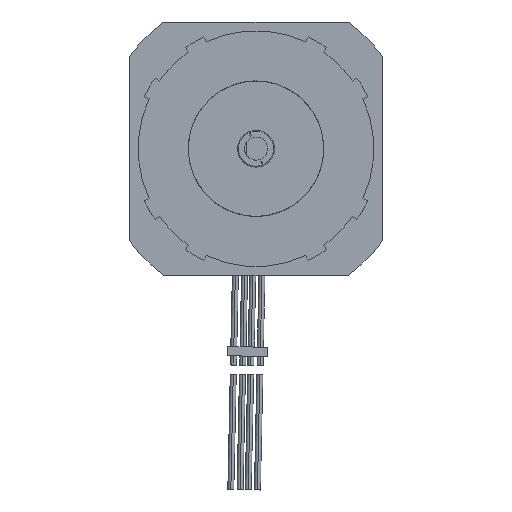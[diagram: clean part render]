
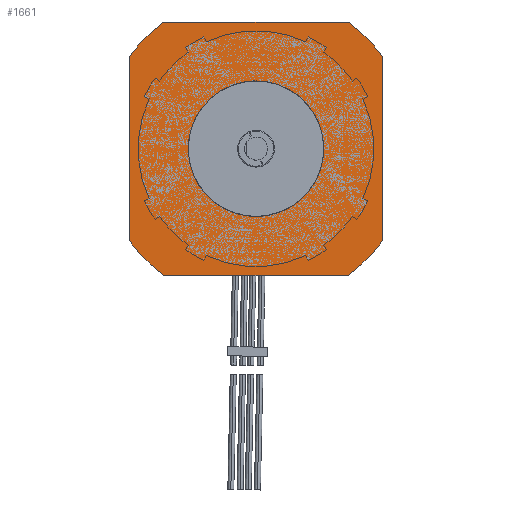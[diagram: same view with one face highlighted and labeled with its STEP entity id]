
A CAD part, top view. The second image highlights one B-rep face of the part: STEP entity #1661.
In plain terms, the highlighted face is planar.
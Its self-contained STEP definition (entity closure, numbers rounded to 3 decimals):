
#1445=CARTESIAN_POINT('',(0.,0.,-3.4));
#1446=DIRECTION('',(0.,0.,1.));
#1447=DIRECTION('',(-0.588,0.809,0.));
#1448=AXIS2_PLACEMENT_3D('',#1445,#1446,#1447);
#1454=DIRECTION('',(0.,-1.,0.));
#1455=VECTOR('',#1454,39.987);
#1456=CARTESIAN_POINT('',(-27.5,19.994,-3.4));
#1457=LINE('',#1456,#1455);
#1508=DIRECTION('',(-1.,0.,0.));
#1509=VECTOR('',#1508,39.987);
#1510=CARTESIAN_POINT('',(19.994,27.5,-3.4));
#1511=LINE('',#1510,#1509);
#1516=CARTESIAN_POINT('',(0.,0.,-3.4));
#1517=DIRECTION('',(0.,0.,1.));
#1518=DIRECTION('',(0.809,0.588,0.));
#1519=AXIS2_PLACEMENT_3D('',#1516,#1517,#1518);
#1525=DIRECTION('',(0.,1.,0.));
#1526=VECTOR('',#1525,39.987);
#1527=CARTESIAN_POINT('',(27.5,-19.994,-3.4));
#1528=LINE('',#1527,#1526);
#1533=CARTESIAN_POINT('',(0.,0.,-3.4));
#1534=DIRECTION('',(0.,0.,1.));
#1535=DIRECTION('',(0.588,-0.809,0.));
#1536=AXIS2_PLACEMENT_3D('',#1533,#1534,#1535);
#1542=DIRECTION('',(1.,0.,0.));
#1543=VECTOR('',#1542,39.987);
#1544=CARTESIAN_POINT('',(-19.994,-27.5,-3.4));
#1545=LINE('',#1544,#1543);
#1550=CARTESIAN_POINT('',(0.,0.,-3.4));
#1551=DIRECTION('',(0.,0.,1.));
#1552=DIRECTION('',(-0.809,-0.588,0.));
#1553=AXIS2_PLACEMENT_3D('',#1550,#1551,#1552);
#1559=CARTESIAN_POINT('',(0.,0.,-3.4));
#1560=DIRECTION('',(0.,0.,-1.));
#1561=DIRECTION('',(-1.,0.,0.));
#1562=AXIS2_PLACEMENT_3D('',#1559,#1560,#1561);
#1568=CARTESIAN_POINT('',(0.,0.,-3.4));
#1569=DIRECTION('',(0.,0.,-1.));
#1570=DIRECTION('',(1.,0.,0.));
#1571=AXIS2_PLACEMENT_3D('',#1568,#1569,#1570);
#1597=CARTESIAN_POINT('',(-19.994,27.5,-3.4));
#1598=CARTESIAN_POINT('',(-27.5,19.994,-3.4));
#1599=VERTEX_POINT('',#1597);
#1600=VERTEX_POINT('',#1598);
#1601=CARTESIAN_POINT('',(-27.5,-19.994,-3.4));
#1602=VERTEX_POINT('',#1601);
#1603=CARTESIAN_POINT('',(-19.994,-27.5,-3.4));
#1604=VERTEX_POINT('',#1603);
#1605=CARTESIAN_POINT('',(19.994,-27.5,-3.4));
#1606=VERTEX_POINT('',#1605);
#1607=CARTESIAN_POINT('',(27.5,-19.994,-3.4));
#1608=VERTEX_POINT('',#1607);
#1609=CARTESIAN_POINT('',(27.5,19.994,-3.4));
#1610=VERTEX_POINT('',#1609);
#1611=CARTESIAN_POINT('',(19.994,27.5,-3.4));
#1612=VERTEX_POINT('',#1611);
#1613=CARTESIAN_POINT('',(-14.7,0.,-3.4));
#1614=CARTESIAN_POINT('',(14.7,0.,-3.4));
#1615=VERTEX_POINT('',#1613);
#1616=VERTEX_POINT('',#1614);
#1633=CARTESIAN_POINT('',(0.,0.,-3.4));
#1634=DIRECTION('',(0.,0.,-1.));
#1635=DIRECTION('',(-1.,0.,0.));
#1636=AXIS2_PLACEMENT_3D('',#1633,#1634,#1635);
#1637=PLANE('',#1636);
#1638=ORIENTED_EDGE('',*,*,#1622,.T.);
#1640=ORIENTED_EDGE('',*,*,#1639,.T.);
#1642=ORIENTED_EDGE('',*,*,#1641,.T.);
#1644=ORIENTED_EDGE('',*,*,#1643,.T.);
#1646=ORIENTED_EDGE('',*,*,#1645,.T.);
#1648=ORIENTED_EDGE('',*,*,#1647,.T.);
#1650=ORIENTED_EDGE('',*,*,#1649,.T.);
#1652=ORIENTED_EDGE('',*,*,#1651,.T.);
#1653=EDGE_LOOP('',(#1638,#1640,#1642,#1644,#1646,#1648,#1650,#1652));
#1654=FACE_OUTER_BOUND('',#1653,.F.);
#1656=ORIENTED_EDGE('',*,*,#1655,.T.);
#1658=ORIENTED_EDGE('',*,*,#1657,.T.);
#1659=EDGE_LOOP('',(#1656,#1658));
#1660=FACE_BOUND('',#1659,.F.);
#1661=ADVANCED_FACE('',(#1654,#1660),#1637,.T.);
#1449=CIRCLE('',#1448,34.);
#1520=CIRCLE('',#1519,34.);
#1537=CIRCLE('',#1536,34.);
#1554=CIRCLE('',#1553,34.);
#1563=CIRCLE('',#1562,14.7);
#1572=CIRCLE('',#1571,14.7);
#1622=EDGE_CURVE('',#1599,#1600,#1449,.T.);
#1639=EDGE_CURVE('',#1600,#1602,#1457,.T.);
#1641=EDGE_CURVE('',#1602,#1604,#1554,.T.);
#1643=EDGE_CURVE('',#1604,#1606,#1545,.T.);
#1645=EDGE_CURVE('',#1606,#1608,#1537,.T.);
#1647=EDGE_CURVE('',#1608,#1610,#1528,.T.);
#1649=EDGE_CURVE('',#1610,#1612,#1520,.T.);
#1651=EDGE_CURVE('',#1612,#1599,#1511,.T.);
#1655=EDGE_CURVE('',#1615,#1616,#1563,.T.);
#1657=EDGE_CURVE('',#1616,#1615,#1572,.T.);
